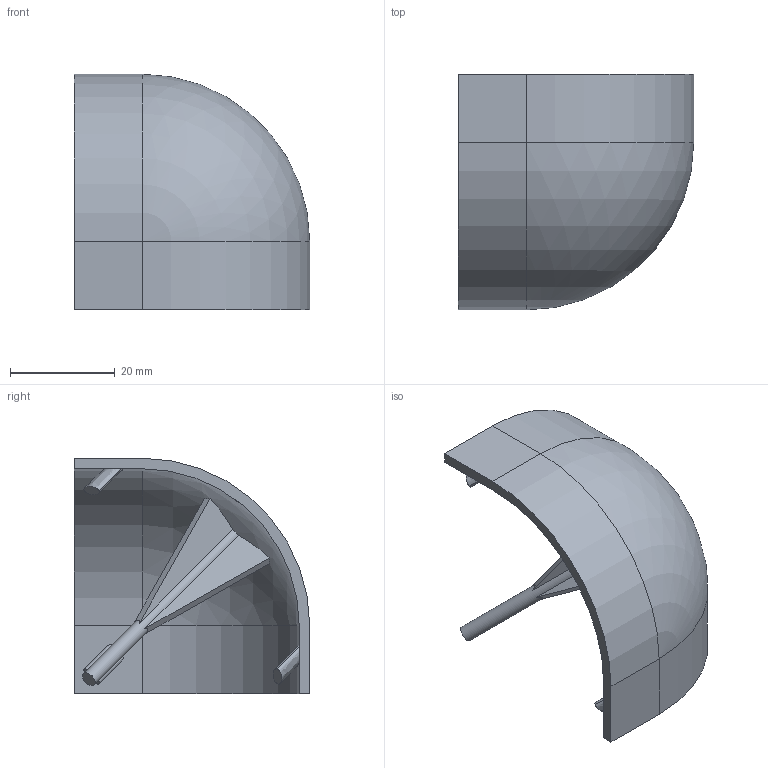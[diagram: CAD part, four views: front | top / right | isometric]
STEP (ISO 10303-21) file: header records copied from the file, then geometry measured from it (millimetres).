
FILE_DESCRIPTION(/* description */ (''),/* implementation_level */ '2;1');
FILE_NAME(/* name */ '60-260-2.step',/* time_stamp */ '2021-09-23T15:47:03-04:00',/* author */ (''),/* organization */ (''),/* preprocessor_version */ 'ST-DEVELOPER v18.1',/* originating_system */ 'Autodesk Translation Framework v10.10.0.1391',/* authorisation */ '');
FILE_SCHEMA (('AUTOMOTIVE_DESIGN { 1 0 10303 214 3 1 1 }'));
Length unit declared in the file: millimetre
Products named in the file (1): 5.JNT.052
Bounding box: 45 x 45 x 45 mm (x, y, z)
Volume: 8880.2 mm3; surface area: 9672.4 mm2
Topology: 1 solids, 1 shells, 37 faces, 88 edges, 55 vertices
Faces by surface type: plane 22, cylinder 7, bspline 6, sphere 2
Full cylindrical faces by diameter (mm): 3 x1
Entity records: 1230 total; most frequent: CARTESIAN_POINT 347, DIRECTION 178, ORIENTED_EDGE 172, EDGE_CURVE 86, AXIS2_PLACEMENT_3D 66, VERTEX_POINT 55, LINE 46, VECTOR 46
